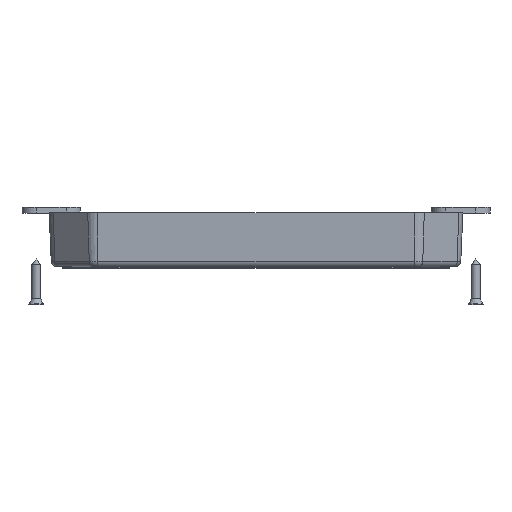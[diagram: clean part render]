
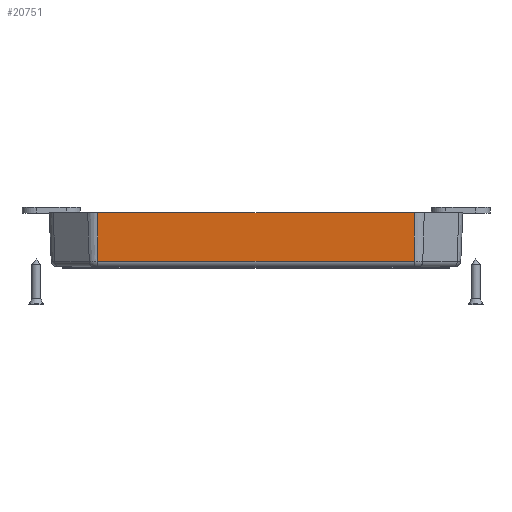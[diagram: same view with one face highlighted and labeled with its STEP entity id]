
A CAD part, left-side view. The second image highlights one B-rep face of the part: STEP entity #20751.
In plain terms, the highlighted planar face has unit normal (-0.999, 0, -0.044).
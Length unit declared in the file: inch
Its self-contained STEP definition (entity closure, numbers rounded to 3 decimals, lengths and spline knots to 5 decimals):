
#260 = VERTEX_POINT ( 'NONE', #34672 ) ;
#488 = DIRECTION ( 'NONE',  ( -0.044, 0., 0.999 ) ) ;
#534 = AXIS2_PLACEMENT_3D ( 'NONE', #875, #3509, #488 ) ;
#800 = VERTEX_POINT ( 'NONE', #22569 ) ;
#875 = CARTESIAN_POINT ( 'NONE',  ( -2.85433, 2.99099, 0.00787 ) ) ;
#2502 = DIRECTION ( 'NONE',  ( 0., -1., 0. ) ) ;
#3273 = DIRECTION ( 'NONE',  ( 0.044, 0., -0.999 ) ) ;
#3456 = DIRECTION ( 'NONE',  ( 0., 1., 0. ) ) ;
#3509 = DIRECTION ( 'NONE',  ( -0.999, 0., -0.044 ) ) ;
#4365 = VECTOR ( 'NONE', #3456, 39.37008 ) ;
#8035 = VERTEX_POINT ( 'NONE', #13880 ) ;
#8533 = ORIENTED_EDGE ( 'NONE', *, *, #31170, .T. ) ;
#10201 = FACE_OUTER_BOUND ( 'NONE', #21306, .T. ) ;
#11657 = VECTOR ( 'NONE', #27811, 39.37008 ) ;
#13203 = ORIENTED_EDGE ( 'NONE', *, *, #15599, .F. ) ;
#13280 = EDGE_CURVE ( 'NONE', #260, #8035, #20371, .T. ) ;
#13880 = CARTESIAN_POINT ( 'NONE',  ( -2.85433, -2.18224, 0.00787 ) ) ;
#15599 = EDGE_CURVE ( 'NONE', #800, #39897, #30694, .T. ) ;
#17987 = ORIENTED_EDGE ( 'NONE', *, *, #22509, .T. ) ;
#20130 = ORIENTED_EDGE ( 'NONE', *, *, #13280, .F. ) ;
#20371 = LINE ( 'NONE', #36221, #36103 ) ;
#20751 = ADVANCED_FACE ( 'NONE', ( #10201 ), #31529, .T. ) ;
#20861 = CARTESIAN_POINT ( 'NONE',  ( -2.82496, 2.18224, -0.66485 ) ) ;
#21306 = EDGE_LOOP ( 'NONE', ( #17987, #20130, #8533, #13203 ) ) ;
#22509 = EDGE_CURVE ( 'NONE', #800, #8035, #36748, .T. ) ;
#22569 = CARTESIAN_POINT ( 'NONE',  ( -2.82496, -2.18224, -0.66485 ) ) ;
#24577 = CARTESIAN_POINT ( 'NONE',  ( -2.82496, -2.18224, -0.66485 ) ) ;
#27811 = DIRECTION ( 'NONE',  ( -0.044, 0., 0.999 ) ) ;
#30694 = LINE ( 'NONE', #37374, #4365 ) ;
#30950 = VECTOR ( 'NONE', #3273, 39.37008 ) ;
#31096 = LINE ( 'NONE', #36802, #30950 ) ;
#31170 = EDGE_CURVE ( 'NONE', #260, #39897, #31096, .T. ) ;
#31529 = PLANE ( 'NONE',  #534 ) ;
#34672 = CARTESIAN_POINT ( 'NONE',  ( -2.85433, 2.18224, 0.00787 ) ) ;
#36103 = VECTOR ( 'NONE', #2502, 39.37008 ) ;
#36221 = CARTESIAN_POINT ( 'NONE',  ( -2.85433, 2.18224, 0.00787 ) ) ;
#36748 = LINE ( 'NONE', #24577, #11657 ) ;
#36802 = CARTESIAN_POINT ( 'NONE',  ( -2.85433, 2.18224, 0.00787 ) ) ;
#37374 = CARTESIAN_POINT ( 'NONE',  ( -2.82496, -2.18224, -0.66485 ) ) ;
#39897 = VERTEX_POINT ( 'NONE', #20861 ) ;
